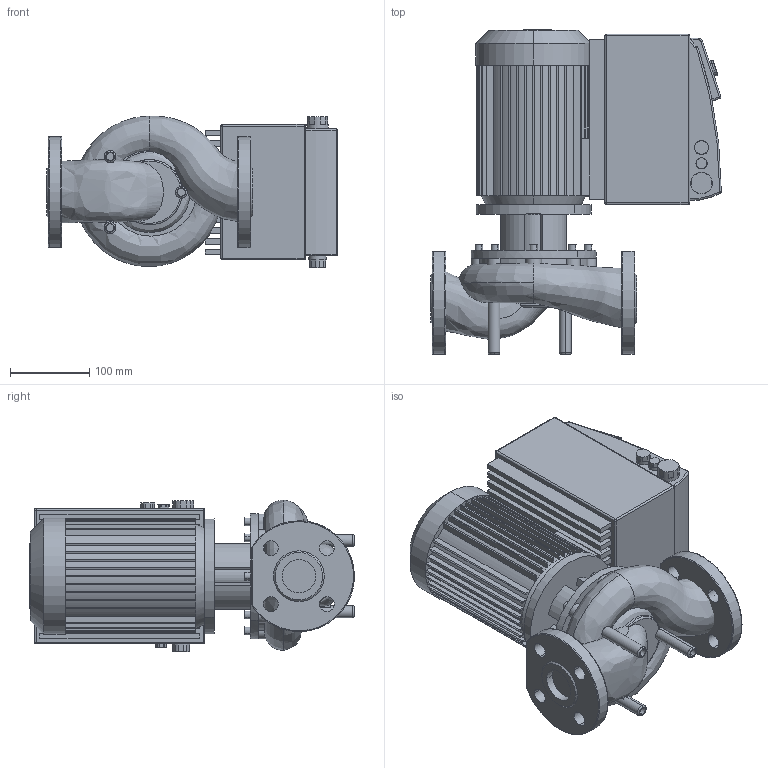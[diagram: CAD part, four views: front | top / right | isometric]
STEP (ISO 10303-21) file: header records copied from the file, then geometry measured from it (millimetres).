
FILE_DESCRIPTION((''),'2;1');
FILE_NAME('3d_IP-E32_135-1_1_2-R1-2158876.stp','2016-07-18T09:17:11',(''),(''),'Mechanical Desktop 2009','Mechanical Desktop 2009',', , ');
FILE_SCHEMA(('CONFIG_CONTROL_DESIGN'));
Length unit declared in the file: millimetre
Products named in the file (1): Product
Bounding box: 367 x 410.03 x 191.5 mm (x, y, z)
Volume: 12126683.4 mm3; surface area: 821329.1 mm2
Topology: 12 solids, 13 shells, 785 faces, 2002 edges, 1271 vertices
Faces by surface type: plane 451, cylinder 175, bspline 115, sphere 22, torus 16, cone 6
Full cylindrical faces by diameter (mm): 15 x1
Entity records: 30535 total; most frequent: CARTESIAN_POINT 11579, ORIENTED_EDGE 3968, DIRECTION 3841, EDGE_CURVE 1984, AXIS2_PLACEMENT_3D 1298, VERTEX_POINT 1271, VECTOR 1245, LINE 1245
